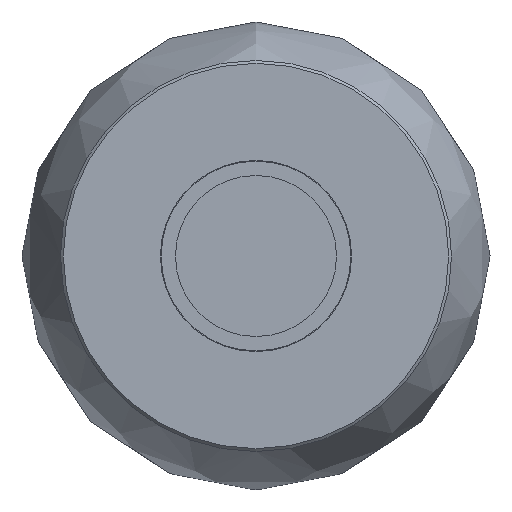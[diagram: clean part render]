
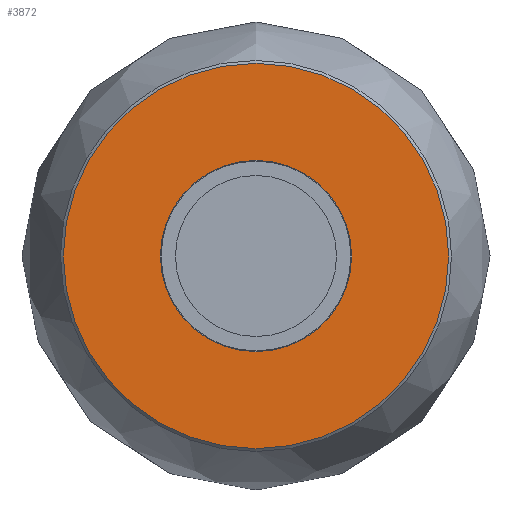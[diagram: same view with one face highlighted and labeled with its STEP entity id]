
A CAD part, front view. The second image highlights one B-rep face of the part: STEP entity #3872.
In plain terms, the highlighted planar face has unit normal (0, -1, 0).
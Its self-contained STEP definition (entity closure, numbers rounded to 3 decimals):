
#57=FACE_BOUND($,#1174,.T.);
#58=FACE_BOUND($,#1175,.T.);
#172=PLANE($,#4191);
#1174=EDGE_LOOP($,(#3575));
#1175=EDGE_LOOP($,(#3576));
#1294=CIRCLE($,#4187,33.5);
#1297=CIRCLE($,#4192,16.625);
#1899=VERTEX_POINT($,#8665);
#1902=VERTEX_POINT($,#8673);
#2462=EDGE_CURVE($,#1899,#1899,#1294,.T.);
#2465=EDGE_CURVE($,#1902,#1902,#1297,.T.);
#3575=ORIENTED_EDGE($,*,*,#2465,.F.);
#3576=ORIENTED_EDGE($,*,*,#2462,.F.);
#3872=ADVANCED_FACE($,(#57,#58),#172,.T.);
#4187=AXIS2_PLACEMENT_3D($,#8666,#5043,#5044);
#4191=AXIS2_PLACEMENT_3D($,#8672,#5051,#5052);
#4192=AXIS2_PLACEMENT_3D($,#8674,#5053,#5054);
#5043=DIRECTION('center_axis',(0.,1.,0.));
#5044=DIRECTION('ref_axis',(-1.,0.,0.));
#5051=DIRECTION('center_axis',(0.,-1.,0.));
#5052=DIRECTION('ref_axis',(0.,0.,-1.));
#5053=DIRECTION('center_axis',(0.,-1.,0.));
#5054=DIRECTION('ref_axis',(1.,0.,0.));
#8665=CARTESIAN_POINT('',(33.5,0.,0.));
#8666=CARTESIAN_POINT('Origin',(0.,0.,0.));
#8672=CARTESIAN_POINT('Origin',(28.25,0.,0.));
#8673=CARTESIAN_POINT('',(16.625,0.,0.));
#8674=CARTESIAN_POINT('Origin',(0.,0.,
0.));
